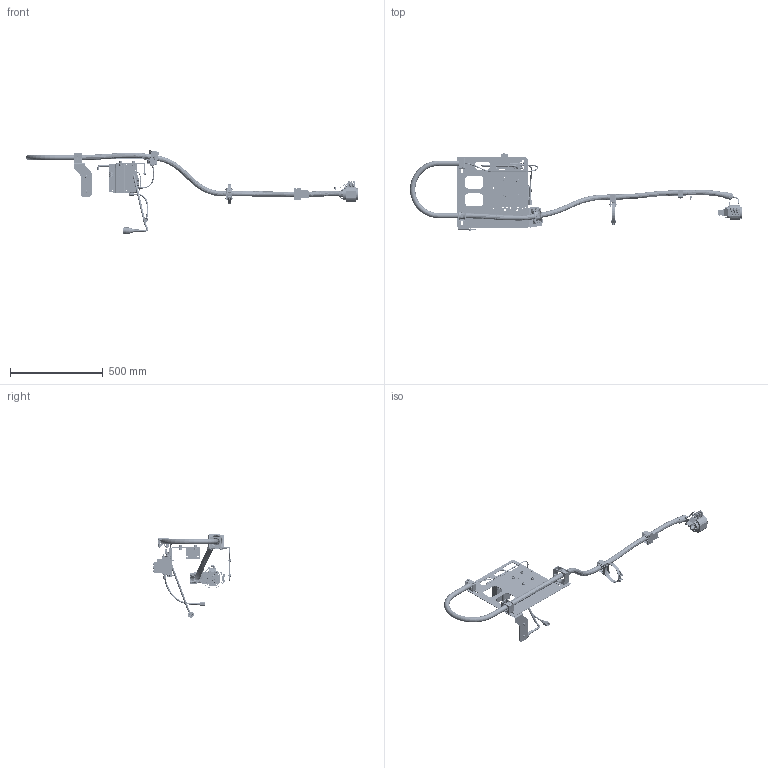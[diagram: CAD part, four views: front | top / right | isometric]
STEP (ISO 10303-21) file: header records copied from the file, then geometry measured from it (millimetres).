
FILE_DESCRIPTION (( 'STEP AP203' ), '1' );
FILE_NAME ('TS106-205.STEP', '2019-11-21T14:41:45', ( '' ), ( '' ), 'SwSTEP 2.0', 'SolidWorks 2017', '' );
FILE_SCHEMA (( 'CONFIG_CONTROL_DESIGN' ));
Length unit declared in the file: millimetre
Products named in the file (1): TS106-205
Bounding box: 1785.25 x 423.36 x 449.72 mm (x, y, z)
Volume: 2901143.8 mm3; surface area: 1404477.6 mm2
Topology: 178 solids, 180 shells, 7182 faces, 17567 edges, 11099 vertices
Faces by surface type: plane 2713, cylinder 2410, bspline 1015, cone 574, torus 388, sphere 82
Entity records: 261912 total; most frequent: CARTESIAN_POINT 96331, ORIENTED_EDGE 34850, DIRECTION 33459, EDGE_CURVE 17425, AXIS2_PLACEMENT_3D 12532, VERTEX_POINT 11096, VECTOR 8395, LINE 8395
